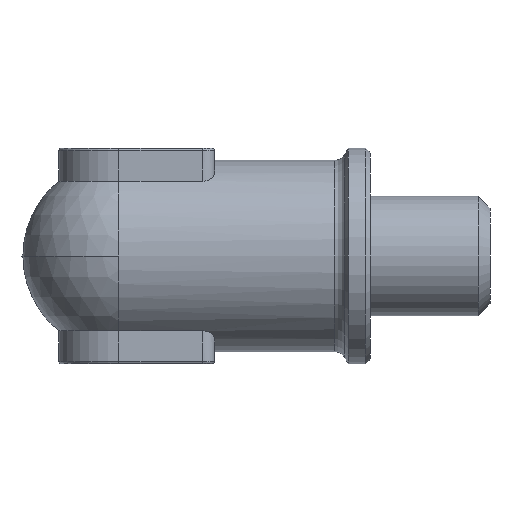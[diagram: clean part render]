
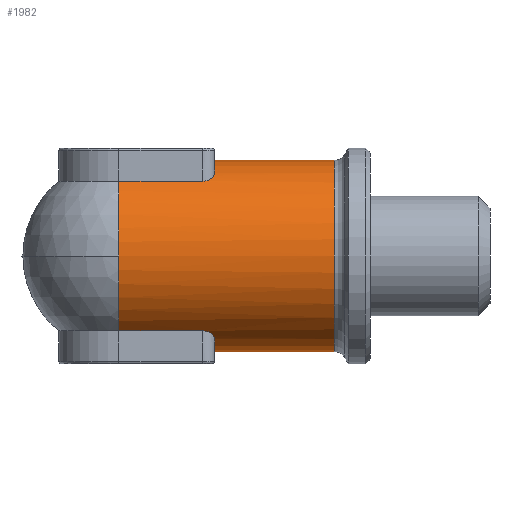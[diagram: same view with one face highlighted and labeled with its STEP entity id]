
A CAD part, left-side view. The second image highlights one B-rep face of the part: STEP entity #1982.
In plain terms, the highlighted cylindrical face has radius 4 mm (diameter 8 mm), a partial arc.
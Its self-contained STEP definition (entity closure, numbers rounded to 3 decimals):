
#25 = CARTESIAN_POINT ( 'NONE',  ( 0., 7.845, 0. ) ) ;
#26 = DIRECTION ( 'NONE',  ( 0., 1., 0. ) ) ;
#27 = DIRECTION ( 'NONE',  ( 0., 0., 1. ) ) ;
#129 = CARTESIAN_POINT ( 'NONE',  ( 0., -4., 0. ) ) ;
#130 = DIRECTION ( 'NONE',  ( 0., 1., 0. ) ) ;
#131 = DIRECTION ( 'NONE',  ( -1., 0., 0. ) ) ;
#132 = CARTESIAN_POINT ( 'NONE',  ( -2., -4., -3.464 ) ) ;
#133 = CARTESIAN_POINT ( 'NONE',  ( -2.125, -4., -3.392 ) ) ;
#134 = CARTESIAN_POINT ( 'NONE',  ( -2.246, -3.953, -3.312 ) ) ;
#135 = CARTESIAN_POINT ( 'NONE',  ( -2.386, -3.824, -3.211 ) ) ;
#136 = CARTESIAN_POINT ( 'NONE',  ( -2.426, -3.77, -3.18 ) ) ;
#137 = CARTESIAN_POINT ( 'NONE',  ( -2.483, -3.645, -3.136 ) ) ;
#138 = CARTESIAN_POINT ( 'NONE',  ( -2.5, -3.573, -3.122 ) ) ;
#139 = CARTESIAN_POINT ( 'NONE',  ( -2.5, -3.5, -3.122 ) ) ;
#140 = CARTESIAN_POINT ( 'NONE',  ( -2.5, 7.845, -3.122 ) ) ;
#141 = DIRECTION ( 'NONE',  ( 0., 1., 0. ) ) ;
#142 = CARTESIAN_POINT ( 'NONE',  ( -2.5, 7.845, 3.122 ) ) ;
#143 = DIRECTION ( 'NONE',  ( 0., -1., 0. ) ) ;
#144 = CARTESIAN_POINT ( 'NONE',  ( -2.5, -3.5, 3.122 ) ) ;
#145 = CARTESIAN_POINT ( 'NONE',  ( -2.5, -3.573, 3.122 ) ) ;
#146 = CARTESIAN_POINT ( 'NONE',  ( -2.484, -3.644, 3.136 ) ) ;
#147 = CARTESIAN_POINT ( 'NONE',  ( -2.427, -3.769, 3.18 ) ) ;
#148 = CARTESIAN_POINT ( 'NONE',  ( -2.387, -3.823, 3.21 ) ) ;
#149 = CARTESIAN_POINT ( 'NONE',  ( -2.245, -3.954, 3.312 ) ) ;
#150 = CARTESIAN_POINT ( 'NONE',  ( -2.126, -4., 3.392 ) ) ;
#151 = CARTESIAN_POINT ( 'NONE',  ( -2., -4., 3.464 ) ) ;
#152 = CARTESIAN_POINT ( 'NONE',  ( 0., -4., 0. ) ) ;
#153 = DIRECTION ( 'NONE',  ( 0., 1., 0. ) ) ;
#154 = DIRECTION ( 'NONE',  ( -1., 0., 0. ) ) ;
#155 = CARTESIAN_POINT ( 'NONE',  ( 0., 0., 0. ) ) ;
#156 = DIRECTION ( 'NONE',  ( 0., -1., 0. ) ) ;
#157 = DIRECTION ( 'NONE',  ( 0., 0., 1. ) ) ;
#849 = CARTESIAN_POINT ( 'NONE',  ( 0., -9., 4. ) ) ;
#850 = CARTESIAN_POINT ( 'NONE',  ( 0., -9., -4. ) ) ;
#851 = CARTESIAN_POINT ( 'NONE',  ( 0., -4., -4. ) ) ;
#860 = CARTESIAN_POINT ( 'NONE',  ( 0., -4., 4. ) ) ;
#863 = CARTESIAN_POINT ( 'NONE',  ( -4., 0., 0. ) ) ;
#864 = CARTESIAN_POINT ( 'NONE',  ( -2.5, 0., 3.122 ) ) ;
#1030 = B_SPLINE_CURVE_WITH_KNOTS ( 'NONE', 3,
 ( #144, #145, #146, #147, #148, #149, #150, #151 ),
 .UNSPECIFIED., .F., .F.,
 ( 4, 2, 2, 4 ),
 ( 0., 0., 0., 0.001 ),
 .UNSPECIFIED. ) ;
#1031 = B_SPLINE_CURVE_WITH_KNOTS ( 'NONE', 3,
 ( #132, #133, #134, #135, #136, #137, #138, #139 ),
 .UNSPECIFIED., .F., .F.,
 ( 4, 2, 2, 4 ),
 ( 0.003, 0.003, 0.003, 0.003 ),
 .UNSPECIFIED. ) ;
#1041 = AXIS2_PLACEMENT_3D ( 'NONE', #155, #156, #157 ) ;
#1042 = CIRCLE ( 'NONE', #1041, 4. ) ;
#1044 = VECTOR ( 'NONE', #143, 1000. ) ;
#1083 = CIRCLE ( 'NONE', #1084, 4. ) ;
#1084 = AXIS2_PLACEMENT_3D ( 'NONE', #2519, #2520, #2521 ) ;
#1089 = VECTOR ( 'NONE', #2529, 1000. ) ;
#1248 = CIRCLE ( 'NONE', #1249, 4. ) ;
#1249 = AXIS2_PLACEMENT_3D ( 'NONE', #2649, #2650, #2651 ) ;
#1317 = VECTOR ( 'NONE', #3467, 1000. ) ;
#1375 = VERTEX_POINT ( 'NONE', #849 ) ;
#1376 = VERTEX_POINT ( 'NONE', #850 ) ;
#1377 = VERTEX_POINT ( 'NONE', #851 ) ;
#1386 = VERTEX_POINT ( 'NONE', #860 ) ;
#1389 = VERTEX_POINT ( 'NONE', #863 ) ;
#1390 = VERTEX_POINT ( 'NONE', #864 ) ;
#1414 = VECTOR ( 'NONE', #141, 1000. ) ;
#1416 = AXIS2_PLACEMENT_3D ( 'NONE', #152, #153, #154 ) ;
#1417 = AXIS2_PLACEMENT_3D ( 'NONE', #129, #130, #131 ) ;
#1418 = CIRCLE ( 'NONE', #1417, 4. ) ;
#1426 = CIRCLE ( 'NONE', #1416, 4. ) ;
#1487 = AXIS2_PLACEMENT_3D ( 'NONE', #25, #26, #27 ) ;
#1672 = EDGE_LOOP ( 'NONE', ( #2734, #2737, #2738, #2736, #2740, #2739, #2741, #2743, #2742, #2745, #2744 ) ) ;
#1982 = ADVANCED_FACE ( 'NONE', ( #2305 ), #2306, .T. ) ;
#2022 = EDGE_CURVE ( 'NONE', #1377, #2564, #1418, .T. ) ;
#2023 = EDGE_CURVE ( 'NONE', #2564, #2563, #1031, .T. ) ;
#2024 = EDGE_CURVE ( 'NONE', #2563, #2560, #2336, .T. ) ;
#2025 = EDGE_CURVE ( 'NONE', #1390, #2562, #2337, .T. ) ;
#2026 = EDGE_CURVE ( 'NONE', #2562, #2561, #1030, .T. ) ;
#2027 = EDGE_CURVE ( 'NONE', #2561, #1386, #1426, .T. ) ;
#2028 = EDGE_CURVE ( 'NONE', #1389, #2560, #1042, .T. ) ;
#2061 = EDGE_CURVE ( 'NONE', #1390, #1389, #1083, .T. ) ;
#2064 = EDGE_CURVE ( 'NONE', #1375, #1386, #2346, .T. ) ;
#2174 = EDGE_CURVE ( 'NONE', #1375, #1376, #1248, .T. ) ;
#2226 = EDGE_CURVE ( 'NONE', #1376, #1377, #2440, .T. ) ;
#2305 = FACE_OUTER_BOUND ( 'NONE', #1672, .T. ) ;
#2306 = CYLINDRICAL_SURFACE ( 'NONE', #1487, 4. ) ;
#2336 = LINE ( 'NONE', #140, #1414 ) ;
#2337 = LINE ( 'NONE', #142, #1044 ) ;
#2346 = LINE ( 'NONE', #2528, #1089 ) ;
#2440 = LINE ( 'NONE', #3466, #1317 ) ;
#2519 = CARTESIAN_POINT ( 'NONE',  ( 0., 0., 0. ) ) ;
#2520 = DIRECTION ( 'NONE',  ( 0., -1., 0. ) ) ;
#2521 = DIRECTION ( 'NONE',  ( 0., 0., 1. ) ) ;
#2528 = CARTESIAN_POINT ( 'NONE',  ( 0., 7.845, 4. ) ) ;
#2529 = DIRECTION ( 'NONE',  ( 0., 1., 0. ) ) ;
#2560 = VERTEX_POINT ( 'NONE', #2943 ) ;
#2561 = VERTEX_POINT ( 'NONE', #2944 ) ;
#2562 = VERTEX_POINT ( 'NONE', #2945 ) ;
#2563 = VERTEX_POINT ( 'NONE', #2946 ) ;
#2564 = VERTEX_POINT ( 'NONE', #2947 ) ;
#2649 = CARTESIAN_POINT ( 'NONE',  ( 0., -9., 0. ) ) ;
#2650 = DIRECTION ( 'NONE',  ( 0., -1., 0. ) ) ;
#2651 = DIRECTION ( 'NONE',  ( 0., 0., 1. ) ) ;
#2734 = ORIENTED_EDGE ( 'NONE', *, *, #2226, .F. ) ;
#2736 = ORIENTED_EDGE ( 'NONE', *, *, #2027, .F. ) ;
#2737 = ORIENTED_EDGE ( 'NONE', *, *, #2174, .F. ) ;
#2738 = ORIENTED_EDGE ( 'NONE', *, *, #2064, .T. ) ;
#2739 = ORIENTED_EDGE ( 'NONE', *, *, #2025, .F. ) ;
#2740 = ORIENTED_EDGE ( 'NONE', *, *, #2026, .F. ) ;
#2741 = ORIENTED_EDGE ( 'NONE', *, *, #2061, .T. ) ;
#2742 = ORIENTED_EDGE ( 'NONE', *, *, #2024, .F. ) ;
#2743 = ORIENTED_EDGE ( 'NONE', *, *, #2028, .T. ) ;
#2744 = ORIENTED_EDGE ( 'NONE', *, *, #2022, .F. ) ;
#2745 = ORIENTED_EDGE ( 'NONE', *, *, #2023, .F. ) ;
#2943 = CARTESIAN_POINT ( 'NONE',  ( -2.5, 0., -3.122 ) ) ;
#2944 = CARTESIAN_POINT ( 'NONE',  ( -2., -4., 3.464 ) ) ;
#2945 = CARTESIAN_POINT ( 'NONE',  ( -2.5, -3.5, 3.122 ) ) ;
#2946 = CARTESIAN_POINT ( 'NONE',  ( -2.5, -3.5, -3.122 ) ) ;
#2947 = CARTESIAN_POINT ( 'NONE',  ( -2., -4., -3.464 ) ) ;
#3466 = CARTESIAN_POINT ( 'NONE',  ( 0., 7.845, -4. ) ) ;
#3467 = DIRECTION ( 'NONE',  ( 0., 1., 0. ) ) ;
